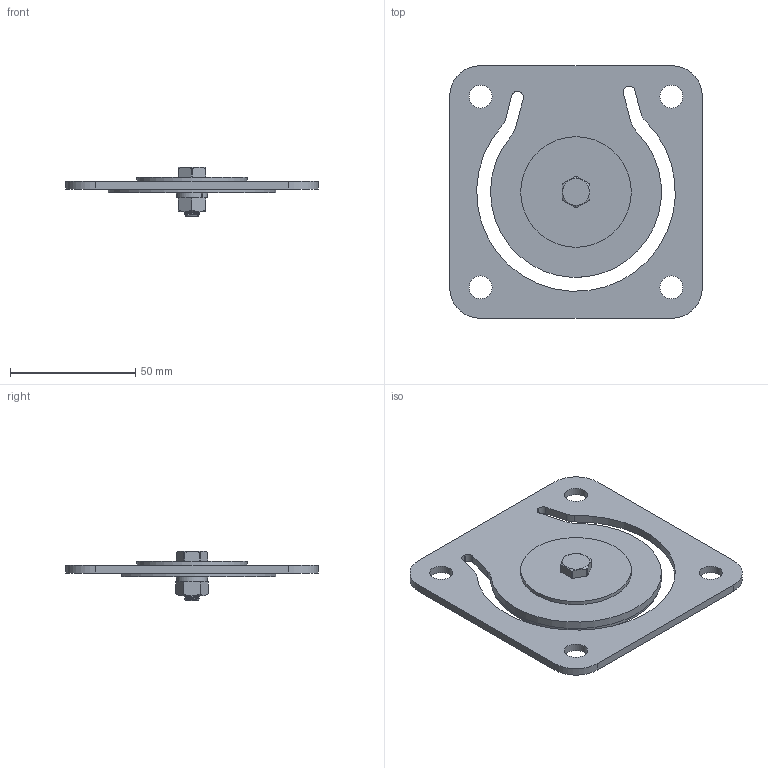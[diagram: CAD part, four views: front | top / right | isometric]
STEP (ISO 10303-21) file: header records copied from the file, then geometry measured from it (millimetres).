
FILE_DESCRIPTION(/* description */ ('INLET FLANGE GASKET'),/* implementation_level */ '2;1');
FILE_NAME(/* name */ '17016.stp',/* time_stamp */ '2014-02-21T10:53:18-05:00',/* author */ ('mclevenger'),/* organization */ (''),/* preprocessor_version */ 'ST-DEVELOPER v15.2',/* originating_system */ 'Autodesk Inventor 2014',/* authorisation */ '');
FILE_SCHEMA (('AUTOMOTIVE_DESIGN { 1 0 10303 214 3 1 1 }'));
Length unit declared in the file: inch
Products named in the file (7): 17016X; 17021; 17020; 18016; V07019; V07018; 17016
Bounding box: 100.81 x 100.81 x 19.84 mm (x, y, z)
Volume: 36572.3 mm3; surface area: 32152.3 mm2
Topology: 6 solids, 6 shells, 226 faces, 503 edges, 290 vertices
Faces by surface type: cylinder 103, cone 85, plane 38
Full cylindrical faces by diameter (mm): 6.858 x2, 7.144 x1, 9.128 x4, 44.196 x1
Entity records: 7819 total; most frequent: CARTESIAN_POINT 2744, DIRECTION 1066, ORIENTED_EDGE 990, EDGE_CURVE 495, AXIS2_PLACEMENT_3D 418, VERTEX_POINT 290, EDGE_LOOP 253, LINE 230
